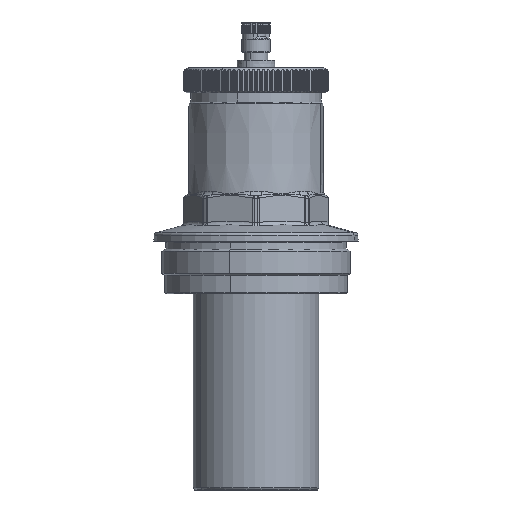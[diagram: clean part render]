
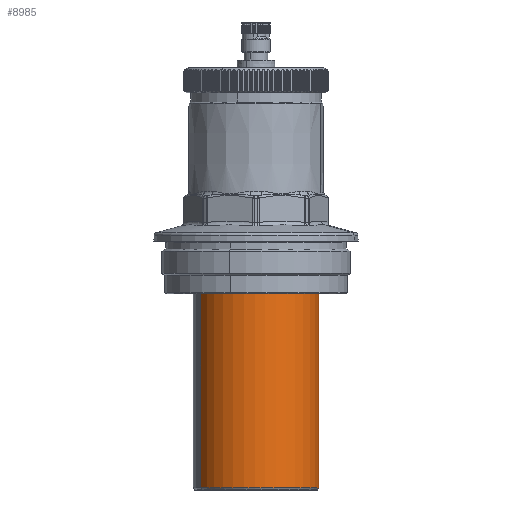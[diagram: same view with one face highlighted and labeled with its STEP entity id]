
A CAD part, left-side view. The second image highlights one B-rep face of the part: STEP entity #8985.
In plain terms, the highlighted cylindrical face has radius 24 mm (diameter 48 mm), a partial arc.
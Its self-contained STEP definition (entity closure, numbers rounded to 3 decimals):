
#54=CARTESIAN_POINT('Axis2P3D Location',(0.05,0.,-20.)) ;
#58=CARTESIAN_POINT('Vertex',(-11.456,21.062,-20.)) ;
#60=CARTESIAN_POINT('Vertex',(11.556,-21.062,-20.)) ;
#8923=CARTESIAN_POINT('Vertex',(11.556,-21.062,-93.874)) ;
#8926=CARTESIAN_POINT('Axis2P3D Location',(0.05,0.,-93.874)) ;
#8930=CARTESIAN_POINT('Vertex',(-11.456,21.062,-93.874)) ;
#8957=CARTESIAN_POINT('Axis2P3D Location',(0.05,0.,-51.55)) ;
#8962=CARTESIAN_POINT('Line Origine',(11.556,-21.062,-51.587)) ;
#8967=CARTESIAN_POINT('Line Origine',(-11.456,21.062,-51.587)) ;
#8964=VECTOR('Line Direction',#8963,1.) ;
#8969=VECTOR('Line Direction',#8968,1.) ;
#55=DIRECTION('Axis2P3D Direction',(0.,0.,1.)) ;
#8927=DIRECTION('Axis2P3D Direction',(0.,0.,1.)) ;
#8958=DIRECTION('Axis2P3D Direction',(0.,0.,1.)) ;
#8959=DIRECTION('Axis2P3D XDirection',(-0.479,0.878,0.)) ;
#8963=DIRECTION('Vector Direction',(0.,0.,1.)) ;
#8968=DIRECTION('Vector Direction',(0.,0.,1.)) ;
#56=AXIS2_PLACEMENT_3D('Circle Axis2P3D',#54,#55,$) ;
#8928=AXIS2_PLACEMENT_3D('Circle Axis2P3D',#8926,#8927,$) ;
#8960=AXIS2_PLACEMENT_3D('Cylinder Axis2P3D',#8957,#8958,#8959) ;
#8965=LINE('Line',#8962,#8964) ;
#8970=LINE('Line',#8967,#8969) ;
#57=CIRCLE('generated circle',#56,24.) ;
#8929=CIRCLE('generated circle',#8928,24.) ;
#8961=CYLINDRICAL_SURFACE('generated cylinder',#8960,24.) ;
#62=EDGE_CURVE('',#59,#61,#57,.T.) ;
#8932=EDGE_CURVE('',#8931,#8924,#8929,.T.) ;
#8966=EDGE_CURVE('',#8924,#61,#8965,.T.) ;
#8971=EDGE_CURVE('',#8931,#59,#8970,.T.) ;
#8980=ORIENTED_EDGE('',*,*,#8971,.F.) ;
#8981=ORIENTED_EDGE('',*,*,#8932,.T.) ;
#8982=ORIENTED_EDGE('',*,*,#8966,.T.) ;
#8983=ORIENTED_EDGE('',*,*,#62,.F.) ;
#8979=EDGE_LOOP('',(#8980,#8981,#8982,#8983)) ;
#59=VERTEX_POINT('',#58) ;
#61=VERTEX_POINT('',#60) ;
#8924=VERTEX_POINT('',#8923) ;
#8931=VERTEX_POINT('',#8930) ;
#8985=ADVANCED_FACE('PartBody',(#8984),#8961,.T.) ;
#8984=FACE_OUTER_BOUND('',#8979,.T.) ;
